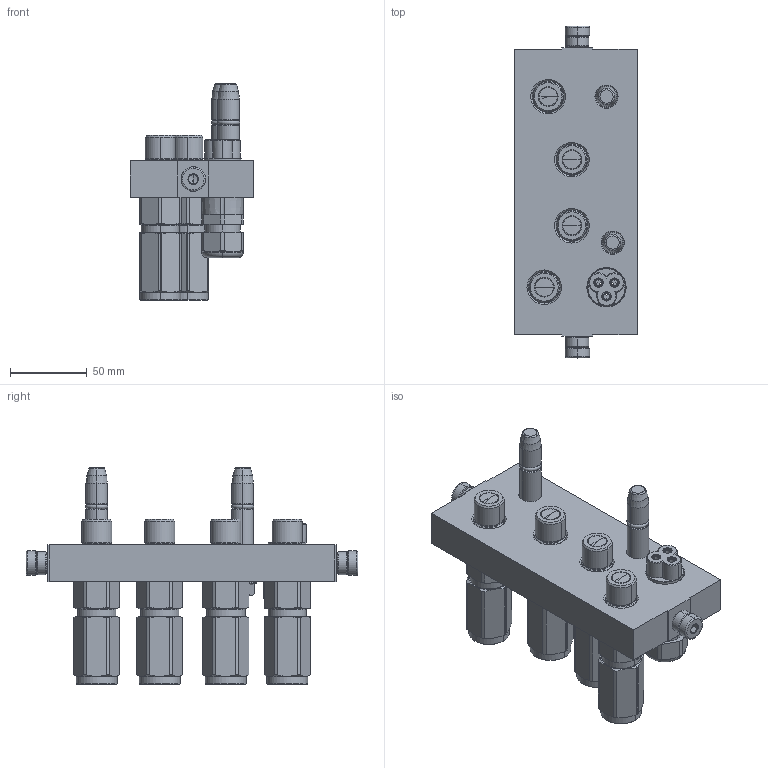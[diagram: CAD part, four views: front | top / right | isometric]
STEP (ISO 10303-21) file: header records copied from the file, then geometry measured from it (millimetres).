
FILE_DESCRIPTION (( 'STEP AP214' ), '1' );
FILE_NAME ('FASTER.step', '2022-10-27T05:28:41', ( '' ), ( '' ), 'SwSTEP 2.0', 'SolidWorks 2017', '' );
FILE_SCHEMA (( 'AUTOMOTIVE_DESIGN' ));
Length unit declared in the file: millimetre
Products named in the file (14): 3ffnp38_gas_m; et002; 4830_028_1000_002; 4830_013_3000_020; 4830_044_0000_000; corpospel08-3m; 4830_021_0000_000; FASTER; or2_62x9_19_m; 4830_010_0000_003; conn_3p_m; PS06-1_M_BASE; 1540_080_0008_000
Assembly tree (23 placements, depth 3):
  FASTER
    PS06-1_M_BASE
      4830_010_0000_003
      4830_021_0000_000  x2
      4830_013_3000_020  x2
      4830_028_1000_002  x2
      1540_080_0008_000  x2
      or2_62x9_19_m  x2
    3ffnp38_gas_m  x4
      3ffnp38_gas_m
    conn_3p_m
      4830_044_0000_000  x3
      corpospel08-3m
    et002
Bounding box: 80.3 x 216 x 140.8 mm (x, y, z)
Volume: 1869.3 mm3; surface area: 132961.8 mm2
Topology: 5 solids, 63 shells, 2235 faces, 6324 edges, 4196 vertices
Faces by surface type: plane 1248, cylinder 426, cone 362, torus 131, bspline 62, sphere 6
Entity records: 55598 total; most frequent: CARTESIAN_POINT 13354, ORIENTED_EDGE 8273, DIRECTION 7893, EDGE_CURVE 4275, VECTOR 3127, LINE 3127, VERTEX_POINT 2817, AXIS2_PLACEMENT_3D 2383
